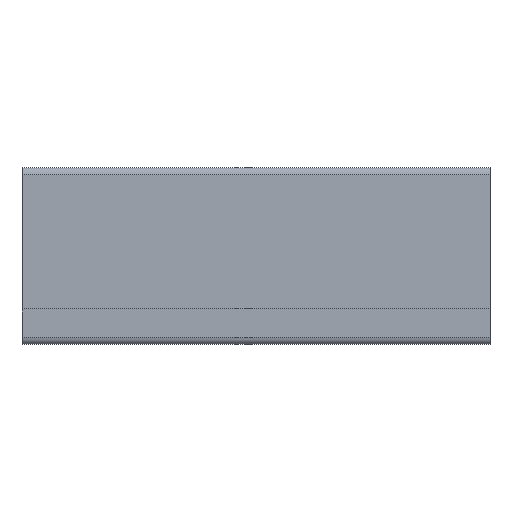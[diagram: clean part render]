
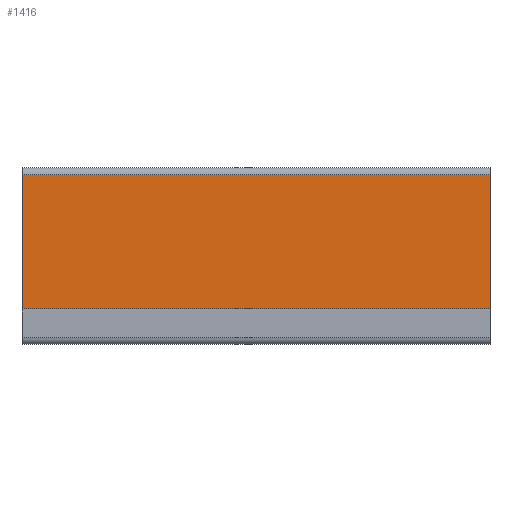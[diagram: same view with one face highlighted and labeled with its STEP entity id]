
A CAD part, front view. The second image highlights one B-rep face of the part: STEP entity #1416.
In plain terms, the highlighted planar face has unit normal (0, -1, 0).
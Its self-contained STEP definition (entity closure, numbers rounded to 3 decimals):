
#81 = PLANE('',#82);
#82 = AXIS2_PLACEMENT_3D('',#83,#84,#85);
#83 = CARTESIAN_POINT('',(-26.5,40.,0.));
#84 = DIRECTION('',(1.,0.,-0.));
#85 = DIRECTION('',(0.,-1.,0.));
#337 = VERTEX_POINT('',#338);
#338 = CARTESIAN_POINT('',(-26.5,-17.,19.2));
#357 = CYLINDRICAL_SURFACE('',#358,0.8);
#358 = AXIS2_PLACEMENT_3D('',#359,#360,#361);
#359 = CARTESIAN_POINT('',(-26.5,-16.2,19.2));
#360 = DIRECTION('',(1.,0.,0.));
#361 = DIRECTION('',(0.,-1.,-0.));
#369 = EDGE_CURVE('',#370,#337,#372,.T.);
#370 = VERTEX_POINT('',#371);
#371 = CARTESIAN_POINT('',(-26.5,-17.,4.));
#372 = SURFACE_CURVE('',#373,(#377,#384),.PCURVE_S1.);
#373 = LINE('',#374,#375);
#374 = CARTESIAN_POINT('',(-26.5,-17.,0.));
#375 = VECTOR('',#376,1.);
#376 = DIRECTION('',(0.,0.,1.));
#377 = PCURVE('',#81,#378);
#378 = DEFINITIONAL_REPRESENTATION('',(#379),#383);
#379 = LINE('',#380,#381);
#380 = CARTESIAN_POINT('',(57.,0.));
#381 = VECTOR('',#382,1.);
#382 = DIRECTION('',(0.,-1.));
#383 = ( GEOMETRIC_REPRESENTATION_CONTEXT(2) 
PARAMETRIC_REPRESENTATION_CONTEXT() REPRESENTATION_CONTEXT('2D SPACE',''
  ) );
#384 = PCURVE('',#385,#390);
#385 = PLANE('',#386);
#386 = AXIS2_PLACEMENT_3D('',#387,#388,#389);
#387 = CARTESIAN_POINT('',(-26.5,-17.,0.));
#388 = DIRECTION('',(0.,1.,0.));
#389 = DIRECTION('',(1.,0.,0.));
#390 = DEFINITIONAL_REPRESENTATION('',(#391),#395);
#391 = LINE('',#392,#393);
#392 = CARTESIAN_POINT('',(0.,0.));
#393 = VECTOR('',#394,1.);
#394 = DIRECTION('',(0.,-1.));
#395 = ( GEOMETRIC_REPRESENTATION_CONTEXT(2) 
PARAMETRIC_REPRESENTATION_CONTEXT() REPRESENTATION_CONTEXT('2D SPACE',''
  ) );
#413 = PLANE('',#414);
#414 = AXIS2_PLACEMENT_3D('',#415,#416,#417);
#415 = CARTESIAN_POINT('',(0.,0.,4.));
#416 = DIRECTION('',(0.,0.,1.));
#417 = DIRECTION('',(1.,0.,-0.));
#634 = PLANE('',#635);
#635 = AXIS2_PLACEMENT_3D('',#636,#637,#638);
#636 = CARTESIAN_POINT('',(26.5,-40.,0.));
#637 = DIRECTION('',(-1.,0.,0.));
#638 = DIRECTION('',(0.,1.,0.));
#1327 = VERTEX_POINT('',#1328);
#1328 = CARTESIAN_POINT('',(26.5,-17.,4.));
#1349 = EDGE_CURVE('',#1327,#370,#1350,.T.);
#1350 = SURFACE_CURVE('',#1351,(#1355,#1361),.PCURVE_S1.);
#1351 = LINE('',#1352,#1353);
#1352 = CARTESIAN_POINT('',(-13.25,-17.,4.));
#1353 = VECTOR('',#1354,1.);
#1354 = DIRECTION('',(-1.,0.,0.));
#1355 = PCURVE('',#413,#1356);
#1356 = DEFINITIONAL_REPRESENTATION('',(#1357),#1360);
#1357 = B_SPLINE_CURVE_WITH_KNOTS('',1,(#1358,#1359),.UNSPECIFIED.,.F.,
  .F.,(2,2),(-39.75,13.25),.PIECEWISE_BEZIER_KNOTS.);
#1358 = CARTESIAN_POINT('',(26.5,-17.));
#1359 = CARTESIAN_POINT('',(-26.5,-17.));
#1360 = ( GEOMETRIC_REPRESENTATION_CONTEXT(2) 
PARAMETRIC_REPRESENTATION_CONTEXT() REPRESENTATION_CONTEXT('2D SPACE',''
  ) );
#1361 = PCURVE('',#385,#1362);
#1362 = DEFINITIONAL_REPRESENTATION('',(#1363),#1366);
#1363 = B_SPLINE_CURVE_WITH_KNOTS('',1,(#1364,#1365),.UNSPECIFIED.,.F.,
  .F.,(2,2),(-39.75,13.25),.PIECEWISE_BEZIER_KNOTS.);
#1364 = CARTESIAN_POINT('',(53.,-4.));
#1365 = CARTESIAN_POINT('',(0.,-4.));
#1366 = ( GEOMETRIC_REPRESENTATION_CONTEXT(2) 
PARAMETRIC_REPRESENTATION_CONTEXT() REPRESENTATION_CONTEXT('2D SPACE',''
  ) );
#1416 = ADVANCED_FACE('',(#1417),#385,.F.);
#1417 = FACE_BOUND('',#1418,.F.);
#1418 = EDGE_LOOP('',(#1419,#1442,#1443,#1444));
#1419 = ORIENTED_EDGE('',*,*,#1420,.F.);
#1420 = EDGE_CURVE('',#1327,#1421,#1423,.T.);
#1421 = VERTEX_POINT('',#1422);
#1422 = CARTESIAN_POINT('',(26.5,-17.,19.2));
#1423 = SURFACE_CURVE('',#1424,(#1428,#1435),.PCURVE_S1.);
#1424 = LINE('',#1425,#1426);
#1425 = CARTESIAN_POINT('',(26.5,-17.,0.));
#1426 = VECTOR('',#1427,1.);
#1427 = DIRECTION('',(0.,0.,1.));
#1428 = PCURVE('',#385,#1429);
#1429 = DEFINITIONAL_REPRESENTATION('',(#1430),#1434);
#1430 = LINE('',#1431,#1432);
#1431 = CARTESIAN_POINT('',(53.,0.));
#1432 = VECTOR('',#1433,1.);
#1433 = DIRECTION('',(0.,-1.));
#1434 = ( GEOMETRIC_REPRESENTATION_CONTEXT(2) 
PARAMETRIC_REPRESENTATION_CONTEXT() REPRESENTATION_CONTEXT('2D SPACE',''
  ) );
#1435 = PCURVE('',#634,#1436);
#1436 = DEFINITIONAL_REPRESENTATION('',(#1437),#1441);
#1437 = LINE('',#1438,#1439);
#1438 = CARTESIAN_POINT('',(23.,0.));
#1439 = VECTOR('',#1440,1.);
#1440 = DIRECTION('',(0.,-1.));
#1441 = ( GEOMETRIC_REPRESENTATION_CONTEXT(2) 
PARAMETRIC_REPRESENTATION_CONTEXT() REPRESENTATION_CONTEXT('2D SPACE',''
  ) );
#1442 = ORIENTED_EDGE('',*,*,#1349,.T.);
#1443 = ORIENTED_EDGE('',*,*,#369,.T.);
#1444 = ORIENTED_EDGE('',*,*,#1445,.T.);
#1445 = EDGE_CURVE('',#337,#1421,#1446,.T.);
#1446 = SURFACE_CURVE('',#1447,(#1451,#1458),.PCURVE_S1.);
#1447 = LINE('',#1448,#1449);
#1448 = CARTESIAN_POINT('',(-26.5,-17.,19.2));
#1449 = VECTOR('',#1450,1.);
#1450 = DIRECTION('',(1.,0.,0.));
#1451 = PCURVE('',#385,#1452);
#1452 = DEFINITIONAL_REPRESENTATION('',(#1453),#1457);
#1453 = LINE('',#1454,#1455);
#1454 = CARTESIAN_POINT('',(0.,-19.2));
#1455 = VECTOR('',#1456,1.);
#1456 = DIRECTION('',(1.,0.));
#1457 = ( GEOMETRIC_REPRESENTATION_CONTEXT(2) 
PARAMETRIC_REPRESENTATION_CONTEXT() REPRESENTATION_CONTEXT('2D SPACE',''
  ) );
#1458 = PCURVE('',#357,#1459);
#1459 = DEFINITIONAL_REPRESENTATION('',(#1460),#1464);
#1460 = LINE('',#1461,#1462);
#1461 = CARTESIAN_POINT('',(-0.,0.));
#1462 = VECTOR('',#1463,1.);
#1463 = DIRECTION('',(-0.,1.));
#1464 = ( GEOMETRIC_REPRESENTATION_CONTEXT(2) 
PARAMETRIC_REPRESENTATION_CONTEXT() REPRESENTATION_CONTEXT('2D SPACE',''
  ) );
